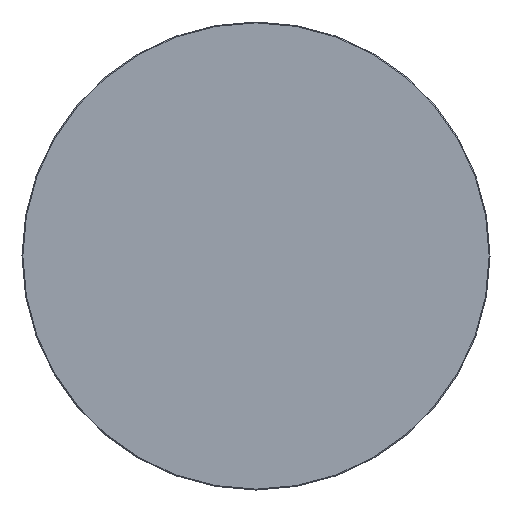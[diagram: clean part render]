
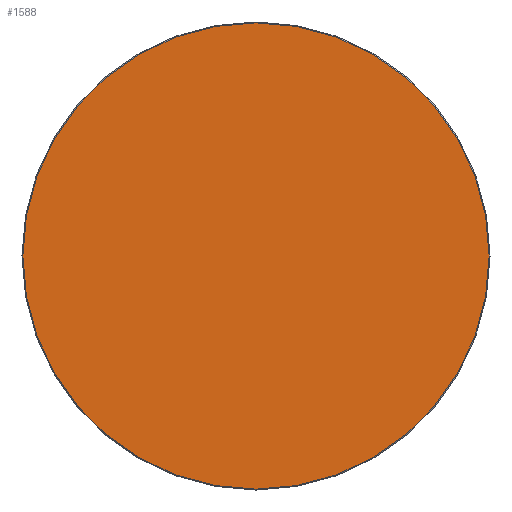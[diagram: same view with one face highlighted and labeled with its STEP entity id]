
A CAD part, left-side view. The second image highlights one B-rep face of the part: STEP entity #1588.
In plain terms, the highlighted planar face has unit normal (-1, 0, 0).
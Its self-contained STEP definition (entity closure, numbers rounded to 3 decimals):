
#25 = EDGE_CURVE ( 'NONE', #483, #1527, #686, .T. ) ;
#41 = CARTESIAN_POINT ( 'NONE',  ( 0., 0., 0. ) ) ;
#129 = CARTESIAN_POINT ( 'NONE',  ( 0., 0., 0. ) ) ;
#268 = ORIENTED_EDGE ( 'NONE', *, *, #1756, .T. ) ;
#342 = DIRECTION ( 'NONE',  ( 0., 0., 1. ) ) ;
#397 = AXIS2_PLACEMENT_3D ( 'NONE', #41, #1646, #1188 ) ;
#463 = CARTESIAN_POINT ( 'NONE',  ( 0., 0., -79.7 ) ) ;
#483 = VERTEX_POINT ( 'NONE', #463 ) ;
#558 = DIRECTION ( 'NONE',  ( 1., 0., 0. ) ) ;
#626 = EDGE_LOOP ( 'NONE', ( #912, #268 ) ) ;
#647 = PLANE ( 'NONE',  #993 ) ;
#686 = CIRCLE ( 'NONE', #1636, 79.7 ) ;
#718 = CARTESIAN_POINT ( 'NONE',  ( 0., 0., 79.7 ) ) ;
#744 = CIRCLE ( 'NONE', #397, 79.7 ) ;
#760 = DIRECTION ( 'NONE',  ( -1., 0., 0. ) ) ;
#912 = ORIENTED_EDGE ( 'NONE', *, *, #25, .T. ) ;
#993 = AXIS2_PLACEMENT_3D ( 'NONE', #129, #558, #1425 ) ;
#1188 = DIRECTION ( 'NONE',  ( 0., 0., 1. ) ) ;
#1264 = FACE_OUTER_BOUND ( 'NONE', #626, .T. ) ;
#1425 = DIRECTION ( 'NONE',  ( 0., 0., -1. ) ) ;
#1506 = CARTESIAN_POINT ( 'NONE',  ( 0., 0., 0. ) ) ;
#1527 = VERTEX_POINT ( 'NONE', #718 ) ;
#1588 = ADVANCED_FACE ( 'NONE', ( #1264 ), #647, .F. ) ;
#1636 = AXIS2_PLACEMENT_3D ( 'NONE', #1506, #760, #342 ) ;
#1646 = DIRECTION ( 'NONE',  ( -1., 0., 0. ) ) ;
#1756 = EDGE_CURVE ( 'NONE', #1527, #483, #744, .T. ) ;
